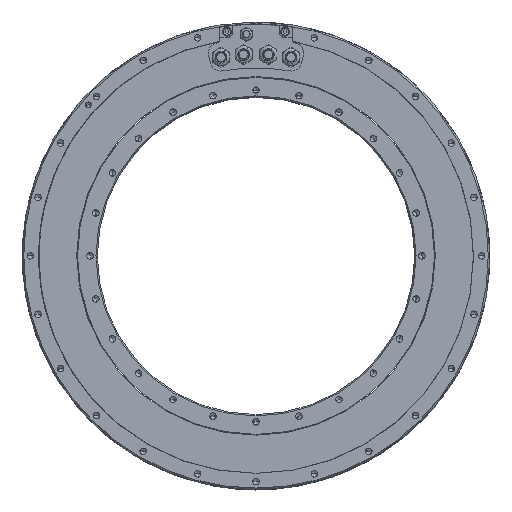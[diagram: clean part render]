
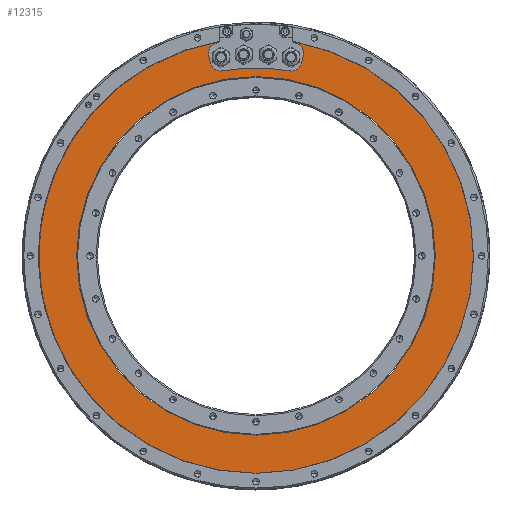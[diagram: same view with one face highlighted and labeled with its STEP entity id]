
A CAD part, top view. The second image highlights one B-rep face of the part: STEP entity #12315.
In plain terms, the highlighted planar face has unit normal (0, 0, 1).
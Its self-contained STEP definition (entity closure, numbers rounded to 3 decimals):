
#3332=CARTESIAN_POINT('',(0.,0.,-0.15));
#3333=DIRECTION('',(0.,0.,1.));
#3334=DIRECTION('',(-1.,0.,0.));
#3335=AXIS2_PLACEMENT_3D('',#3332,#3333,#3334);
#3346=CARTESIAN_POINT('',(0.,0.,-0.15));
#3347=DIRECTION('',(0.,0.,1.));
#3348=DIRECTION('',(1.,0.,0.));
#3349=AXIS2_PLACEMENT_3D('',#3346,#3347,#3348);
#3351=CARTESIAN_POINT('',(0.,0.,-0.15));
#3352=DIRECTION('',(0.,0.,1.));
#3353=DIRECTION('',(0.181,0.983,0.));
#3354=AXIS2_PLACEMENT_3D('',#3351,#3352,#3353);
#3356=CARTESIAN_POINT('',(37.196,201.597,
-0.15));
#3357=DIRECTION('',(0.,0.,-1.));
#3358=DIRECTION('',(0.973,-0.229,0.));
#3359=AXIS2_PLACEMENT_3D('',#3356,#3357,#3358);
#3361=DIRECTION('',(0.229,0.973,0.));
#3362=VECTOR('',#3361,9.01);
#3363=CARTESIAN_POINT('',(46.93,199.305,
-0.15));
#3364=LINE('',#3363,#3362);
#3365=CARTESIAN_POINT('',(39.262,210.368,
-0.15));
#3366=DIRECTION('',(0.,0.,-1.));
#3367=DIRECTION('',(0.232,0.973,0.));
#3368=AXIS2_PLACEMENT_3D('',#3365,#3366,#3367);
#3370=DIRECTION('',(0.,-1.,0.));
#3371=VECTOR('',#3370,2.595);
#3372=CARTESIAN_POINT('',(41.579,220.095,
-0.15));
#3373=LINE('',#3372,#3371);
#3374=CARTESIAN_POINT('',(39.262,210.368,
-0.15));
#3375=DIRECTION('',(0.,0.,-1.));
#3376=DIRECTION('',(0.309,0.951,0.));
#3377=AXIS2_PLACEMENT_3D('',#3374,#3375,#3376);
#3379=DIRECTION('',(-0.229,-0.973,0.));
#3380=VECTOR('',#3379,9.01);
#3381=CARTESIAN_POINT('',(46.562,208.649,
-0.15));
#3382=LINE('',#3381,#3380);
#3383=CARTESIAN_POINT('',(37.196,201.597,
-0.15));
#3384=DIRECTION('',(0.,0.,-1.));
#3385=DIRECTION('',(0.973,-0.229,0.));
#3386=AXIS2_PLACEMENT_3D('',#3383,#3384,#3385);
#3388=CARTESIAN_POINT('',(0.,0.,-0.15));
#3389=DIRECTION('',(0.,0.,-1.));
#3390=DIRECTION('',(-0.181,0.983,0.));
#3391=AXIS2_PLACEMENT_3D('',#3388,#3389,#3390);
#3393=CARTESIAN_POINT('',(-37.196,201.597,
-0.15));
#3394=DIRECTION('',(0.,0.,-1.));
#3395=DIRECTION('',(0.181,-0.983,0.));
#3396=AXIS2_PLACEMENT_3D('',#3393,#3394,#3395);
#3398=DIRECTION('',(-0.229,0.973,0.));
#3399=VECTOR('',#3398,9.01);
#3400=CARTESIAN_POINT('',(-44.497,199.878,
-0.15));
#3401=LINE('',#3400,#3399);
#3402=CARTESIAN_POINT('',(-39.262,210.368,
-0.15));
#3403=DIRECTION('',(0.,0.,-1.));
#3404=DIRECTION('',(-0.973,-0.229,0.));
#3405=AXIS2_PLACEMENT_3D('',#3402,#3403,#3404);
#3407=DIRECTION('',(0.,1.,0.));
#3408=VECTOR('',#3407,2.582);
#3409=CARTESIAN_POINT('',(-41.421,217.55,
-0.15));
#3410=LINE('',#3409,#3408);
#3411=CARTESIAN_POINT('',(-39.262,210.368,
-0.15));
#3412=DIRECTION('',(0.,0.,-1.));
#3413=DIRECTION('',(-0.973,-0.229,0.));
#3414=AXIS2_PLACEMENT_3D('',#3411,#3412,#3413);
#3416=DIRECTION('',(0.229,-0.973,0.));
#3417=VECTOR('',#3416,9.01);
#3418=CARTESIAN_POINT('',(-48.995,208.076,
-0.15));
#3419=LINE('',#3418,#3417);
#3420=CARTESIAN_POINT('',(-37.196,201.597,
-0.15));
#3421=DIRECTION('',(0.,0.,-1.));
#3422=DIRECTION('',(0.181,-0.983,0.));
#3423=AXIS2_PLACEMENT_3D('',#3420,#3421,#3422);
#3430=CARTESIAN_POINT('',(0.,0.,-0.15));
#3431=DIRECTION('',(0.,0.,1.));
#3432=DIRECTION('',(0.,-1.,0.));
#3433=AXIS2_PLACEMENT_3D('',#3430,#3431,#3432);
#3953=CARTESIAN_POINT('',(0.,0.,-0.15));
#3954=DIRECTION('',(0.,0.,1.));
#3955=DIRECTION('',(-0.155,0.988,0.));
#3956=AXIS2_PLACEMENT_3D('',#3953,#3954,#3955);
#6823=CARTESIAN_POINT('',(-185.9,0.,-0.15));
#6824=CARTESIAN_POINT('',(185.9,0.,-0.15));
#6825=VERTEX_POINT('',#6823);
#6826=VERTEX_POINT('',#6824);
#6831=CARTESIAN_POINT('',(-35.038,222.761,
-0.15));
#6832=CARTESIAN_POINT('',(0.,-225.5,-0.15));
#6833=VERTEX_POINT('',#6831);
#6834=VERTEX_POINT('',#6832);
#6917=CARTESIAN_POINT('',(35.382,191.763,
-0.15));
#6918=CARTESIAN_POINT('',(-35.382,191.763,
-0.15));
#6919=VERTEX_POINT('',#6917);
#6920=VERTEX_POINT('',#6918);
#6921=CARTESIAN_POINT('',(46.93,199.305,
-0.15));
#6922=CARTESIAN_POINT('',(48.995,208.076,
-0.15));
#6923=VERTEX_POINT('',#6921);
#6924=VERTEX_POINT('',#6922);
#6925=CARTESIAN_POINT('',(-48.995,208.076,
-0.15));
#6926=CARTESIAN_POINT('',(-46.93,199.305,
-0.15));
#6927=VERTEX_POINT('',#6925);
#6928=VERTEX_POINT('',#6926);
#6929=CARTESIAN_POINT('',(-41.421,220.132,
-0.15));
#6930=VERTEX_POINT('',#6929);
#6931=CARTESIAN_POINT('',(41.579,220.095,
-0.15));
#6932=VERTEX_POINT('',#6931);
#6933=CARTESIAN_POINT('',(46.562,208.649,
-0.15));
#6934=CARTESIAN_POINT('',(44.497,199.878,
-0.15));
#6935=VERTEX_POINT('',#6933);
#6936=VERTEX_POINT('',#6934);
#6937=CARTESIAN_POINT('',(35.836,194.222,
-0.15));
#6938=VERTEX_POINT('',#6937);
#6939=CARTESIAN_POINT('',(-35.836,194.222,
-0.15));
#6940=VERTEX_POINT('',#6939);
#6941=CARTESIAN_POINT('',(-44.497,199.878,
-0.15));
#6942=VERTEX_POINT('',#6941);
#6943=CARTESIAN_POINT('',(-46.562,208.649,
-0.15));
#6944=VERTEX_POINT('',#6943);
#6945=CARTESIAN_POINT('',(-41.421,217.55,
-0.15));
#6946=VERTEX_POINT('',#6945);
#6947=CARTESIAN_POINT('',(41.579,217.5,
-0.15));
#6948=VERTEX_POINT('',#6947);
#12266=CARTESIAN_POINT('',(0.,0.,-0.15));
#12267=DIRECTION('',(0.,0.,1.));
#12268=DIRECTION('',(1.,0.,0.));
#12269=AXIS2_PLACEMENT_3D('',#12266,#12267,#12268);
#12270=PLANE('',#12269);
#12272=ORIENTED_EDGE('',*,*,#12271,.F.);
#12274=ORIENTED_EDGE('',*,*,#12273,.F.);
#12275=EDGE_LOOP('',(#12272,#12274));
#12276=FACE_OUTER_BOUND('',#12275,.F.);
#12277=ORIENTED_EDGE('',*,*,#12246,.T.);
#12278=ORIENTED_EDGE('',*,*,#12260,.T.);
#12279=EDGE_LOOP('',(#12277,#12278));
#12280=FACE_BOUND('',#12279,.F.);
#12282=ORIENTED_EDGE('',*,*,#12281,.F.);
#12284=ORIENTED_EDGE('',*,*,#12283,.F.);
#12286=ORIENTED_EDGE('',*,*,#12285,.T.);
#12288=ORIENTED_EDGE('',*,*,#12287,.F.);
#12290=ORIENTED_EDGE('',*,*,#12289,.T.);
#12292=ORIENTED_EDGE('',*,*,#12291,.T.);
#12294=ORIENTED_EDGE('',*,*,#12293,.T.);
#12296=ORIENTED_EDGE('',*,*,#12295,.T.);
#12298=ORIENTED_EDGE('',*,*,#12297,.F.);
#12300=ORIENTED_EDGE('',*,*,#12299,.T.);
#12302=ORIENTED_EDGE('',*,*,#12301,.T.);
#12304=ORIENTED_EDGE('',*,*,#12303,.T.);
#12306=ORIENTED_EDGE('',*,*,#12305,.T.);
#12308=ORIENTED_EDGE('',*,*,#12307,.F.);
#12310=ORIENTED_EDGE('',*,*,#12309,.T.);
#12312=ORIENTED_EDGE('',*,*,#12311,.F.);
#12313=EDGE_LOOP('',(#12282,#12284,#12286,#12288,#12290,#12292,#12294,#12296,
#12298,#12300,#12302,#12304,#12306,#12308,#12310,#12312));
#12314=FACE_BOUND('',#12313,.F.);
#3336=CIRCLE('',#3335,185.9);
#3350=CIRCLE('',#3349,185.9);
#3355=CIRCLE('',#3354,195.);
#3360=CIRCLE('',#3359,10.);
#3369=CIRCLE('',#3368,10.);
#3378=CIRCLE('',#3377,7.5);
#3387=CIRCLE('',#3386,7.5);
#3392=CIRCLE('',#3391,197.5);
#3397=CIRCLE('',#3396,7.5);
#3406=CIRCLE('',#3405,7.5);
#3415=CIRCLE('',#3414,10.);
#3424=CIRCLE('',#3423,10.);
#3434=CIRCLE('',#3433,225.5);
#3957=CIRCLE('',#3956,225.5);
#12246=EDGE_CURVE('',#6825,#6826,#3336,.T.);
#12260=EDGE_CURVE('',#6826,#6825,#3350,.T.);
#12271=EDGE_CURVE('',#6834,#6833,#3434,.T.);
#12273=EDGE_CURVE('',#6833,#6834,#3957,.T.);
#12281=EDGE_CURVE('',#6919,#6920,#3355,.T.);
#12283=EDGE_CURVE('',#6923,#6919,#3360,.T.);
#12285=EDGE_CURVE('',#6923,#6924,#3364,.T.);
#12287=EDGE_CURVE('',#6932,#6924,#3369,.T.);
#12289=EDGE_CURVE('',#6932,#6948,#3373,.T.);
#12291=EDGE_CURVE('',#6948,#6935,#3378,.T.);
#12293=EDGE_CURVE('',#6935,#6936,#3382,.T.);
#12295=EDGE_CURVE('',#6936,#6938,#3387,.T.);
#12297=EDGE_CURVE('',#6940,#6938,#3392,.T.);
#12299=EDGE_CURVE('',#6940,#6942,#3397,.T.);
#12301=EDGE_CURVE('',#6942,#6944,#3401,.T.);
#12303=EDGE_CURVE('',#6944,#6946,#3406,.T.);
#12305=EDGE_CURVE('',#6946,#6930,#3410,.T.);
#12307=EDGE_CURVE('',#6927,#6930,#3415,.T.);
#12309=EDGE_CURVE('',#6927,#6928,#3419,.T.);
#12311=EDGE_CURVE('',#6920,#6928,#3424,.T.);
#12315=ADVANCED_FACE('',(#12276,#12280,#12314),#12270,.T.);
